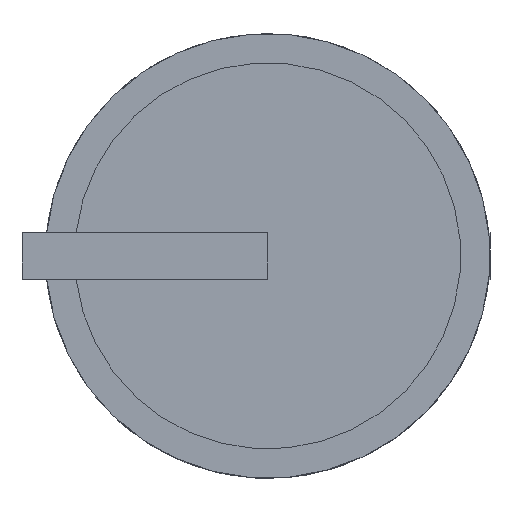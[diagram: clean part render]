
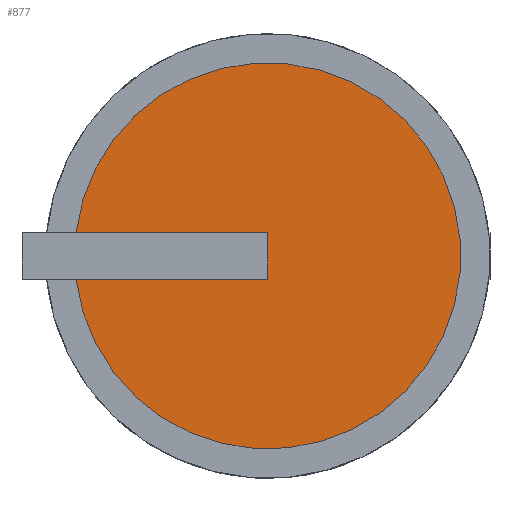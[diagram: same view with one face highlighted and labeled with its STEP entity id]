
A CAD part, top view. The second image highlights one B-rep face of the part: STEP entity #877.
In plain terms, the highlighted planar face has unit normal (0, 0, 1).
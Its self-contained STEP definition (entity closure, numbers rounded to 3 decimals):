
#44=DIRECTION('',(-1.,0.,0.));
#45=VECTOR('',#44,9.447);
#46=CARTESIAN_POINT('',(0.,1.,5.5));
#47=LINE('',#46,#45);
#52=CARTESIAN_POINT('',(0.,0.,5.5));
#53=DIRECTION('',(0.,0.,-1.));
#54=DIRECTION('',(-0.994,0.105,0.));
#55=AXIS2_PLACEMENT_3D('',#52,#53,#54);
#60=CARTESIAN_POINT('',(0.,0.,5.5));
#61=DIRECTION('',(0.,0.,-1.));
#62=DIRECTION('',(0.,1.,0.));
#63=AXIS2_PLACEMENT_3D('',#60,#61,#62);
#68=CARTESIAN_POINT('',(0.,0.,5.5));
#69=DIRECTION('',(0.,0.,-1.));
#70=DIRECTION('',(0.,-1.,0.));
#71=AXIS2_PLACEMENT_3D('',#68,#69,#70);
#76=DIRECTION('',(-1.,0.,0.));
#77=VECTOR('',#76,9.447);
#78=CARTESIAN_POINT('',(0.,-1.,5.5));
#79=LINE('',#78,#77);
#83=DIRECTION('',(0.,-1.,0.));
#84=VECTOR('',#83,2.);
#85=CARTESIAN_POINT('',(0.,1.,5.5));
#86=LINE('',#85,#84);
#734=CARTESIAN_POINT('',(0.,9.5,5.5));
#735=CARTESIAN_POINT('',(0.,-9.5,5.5));
#736=VERTEX_POINT('',#734);
#737=VERTEX_POINT('',#735);
#770=CARTESIAN_POINT('',(0.,1.,5.5));
#771=CARTESIAN_POINT('',(-9.447,1.,5.5));
#772=VERTEX_POINT('',#770);
#773=VERTEX_POINT('',#771);
#774=CARTESIAN_POINT('',(0.,-1.,5.5));
#775=CARTESIAN_POINT('',(-9.447,-1.,5.5));
#776=VERTEX_POINT('',#774);
#777=VERTEX_POINT('',#775);
#858=CARTESIAN_POINT('',(0.,0.,5.5));
#859=DIRECTION('',(0.,0.,-1.));
#860=DIRECTION('',(0.,-1.,0.));
#861=AXIS2_PLACEMENT_3D('',#858,#859,#860);
#862=PLANE('',#861);
#864=ORIENTED_EDGE('',*,*,#863,.T.);
#866=ORIENTED_EDGE('',*,*,#865,.T.);
#868=ORIENTED_EDGE('',*,*,#867,.T.);
#870=ORIENTED_EDGE('',*,*,#869,.T.);
#872=ORIENTED_EDGE('',*,*,#871,.F.);
#874=ORIENTED_EDGE('',*,*,#873,.F.);
#875=EDGE_LOOP('',(#864,#866,#868,#870,#872,#874));
#876=FACE_OUTER_BOUND('',#875,.F.);
#877=ADVANCED_FACE('',(#876),#862,.F.);
#56=CIRCLE('',#55,9.5);
#64=CIRCLE('',#63,9.5);
#72=CIRCLE('',#71,9.5);
#863=EDGE_CURVE('',#772,#773,#47,.T.);
#865=EDGE_CURVE('',#773,#736,#56,.T.);
#867=EDGE_CURVE('',#736,#737,#64,.T.);
#869=EDGE_CURVE('',#737,#777,#72,.T.);
#871=EDGE_CURVE('',#776,#777,#79,.T.);
#873=EDGE_CURVE('',#772,#776,#86,.T.);
